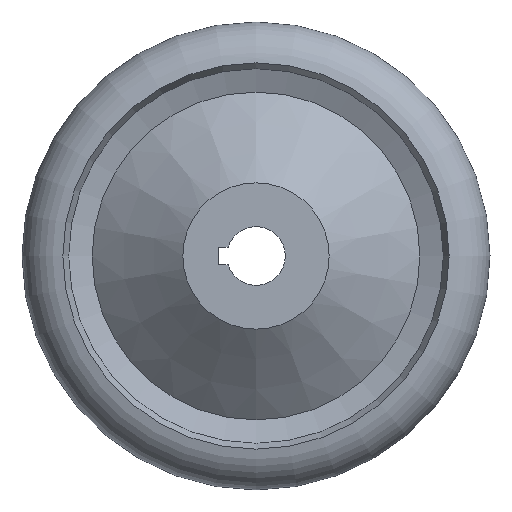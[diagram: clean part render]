
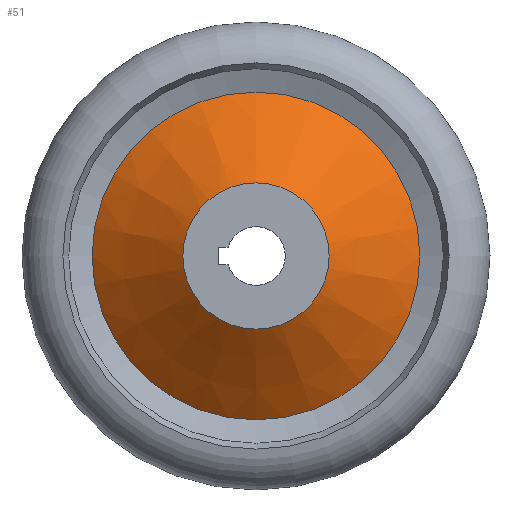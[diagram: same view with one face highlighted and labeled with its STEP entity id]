
A CAD part, left-side view. The second image highlights one B-rep face of the part: STEP entity #51.
In plain terms, the highlighted conical face has half-angle 52.253 degrees and reference radius 28 mm.
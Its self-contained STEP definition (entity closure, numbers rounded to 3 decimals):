
#51 = ADVANCED_FACE( '', ( #108, #109 ), #110, .T. );
#108 = FACE_BOUND( '', #172, .T. );
#109 = FACE_OUTER_BOUND( '', #173, .T. );
#110 = CONICAL_SURFACE( '', #174, 28., 0.912 );
#172 = EDGE_LOOP( '', ( #251 ) );
#173 = EDGE_LOOP( '', ( #252 ) );
#174 = AXIS2_PLACEMENT_3D( '', #253, #254, #255 );
#251 = ORIENTED_EDGE( '', *, *, #335, .F. );
#252 = ORIENTED_EDGE( '', *, *, #316, .T. );
#253 = CARTESIAN_POINT( '', ( 18., 0., 0. ) );
#254 = DIRECTION( '', ( 1., 0., 0. ) );
#255 = DIRECTION( '', ( 0., 0., -1. ) );
#316 = EDGE_CURVE( '', #356, #356, #357, .T. );
#335 = EDGE_CURVE( '', #387, #387, #388, .T. );
#356 = VERTEX_POINT( '', #411 );
#357 = CIRCLE( '', #412, 28. );
#387 = VERTEX_POINT( '', #450 );
#388 = CIRCLE( '', #451, 12.5 );
#411 = CARTESIAN_POINT( '', ( 18., 0., 28. ) );
#412 = AXIS2_PLACEMENT_3D( '', #476, #477, #478 );
#450 = CARTESIAN_POINT( '', ( 6., 0., 12.5 ) );
#451 = AXIS2_PLACEMENT_3D( '', #502, #503, #504 );
#476 = CARTESIAN_POINT( '', ( 18., 0., 0. ) );
#477 = DIRECTION( '', ( -1., 0., 0. ) );
#478 = DIRECTION( '', ( 0., 0., 1. ) );
#502 = CARTESIAN_POINT( '', ( 6., 0., 0. ) );
#503 = DIRECTION( '', ( -1., 0., 0. ) );
#504 = DIRECTION( '', ( 0., 0., 1. ) );
